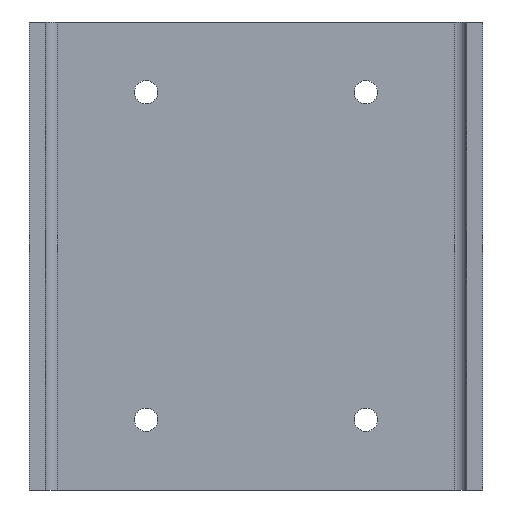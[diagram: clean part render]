
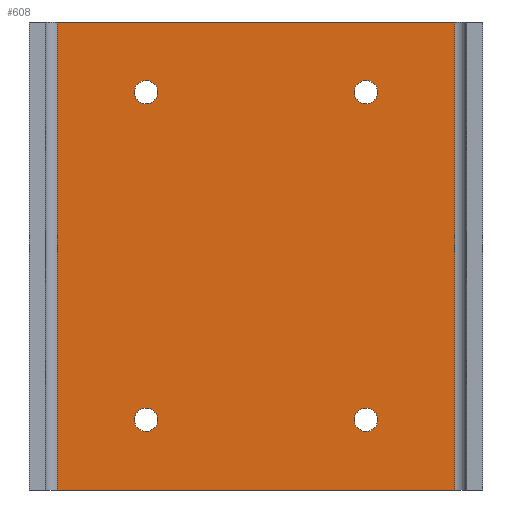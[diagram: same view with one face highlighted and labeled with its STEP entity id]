
A CAD part, front view. The second image highlights one B-rep face of the part: STEP entity #608.
In plain terms, the highlighted planar face has unit normal (0, -1, 0).
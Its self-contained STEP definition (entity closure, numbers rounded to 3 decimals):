
#17 = CIRCLE ( 'NONE', #2207, 2.5 ) ;
#19 = VERTEX_POINT ( 'NONE', #1503 ) ;
#60 = VERTEX_POINT ( 'NONE', #903 ) ;
#82 = EDGE_CURVE ( 'NONE', #1782, #224, #1683, .T. ) ;
#88 = EDGE_LOOP ( 'NONE', ( #3077, #1358 ) ) ;
#90 = CARTESIAN_POINT ( 'NONE',  ( -42.5, -3.5, -50. ) ) ;
#171 = DIRECTION ( 'NONE',  ( 0., 0., 1. ) ) ;
#200 = DIRECTION ( 'NONE',  ( 0., 0., 1. ) ) ;
#224 = VERTEX_POINT ( 'NONE', #1323 ) ;
#255 = VECTOR ( 'NONE', #2351, 1000. ) ;
#289 = AXIS2_PLACEMENT_3D ( 'NONE', #3476, #1654, #3769 ) ;
#301 = ORIENTED_EDGE ( 'NONE', *, *, #3803, .T. ) ;
#352 = ORIENTED_EDGE ( 'NONE', *, *, #2784, .F. ) ;
#381 = CIRCLE ( 'NONE', #435, 2.5 ) ;
#435 = AXIS2_PLACEMENT_3D ( 'NONE', #3860, #2041, #200 ) ;
#436 = DIRECTION ( 'NONE',  ( 0., 1., 0. ) ) ;
#464 = ORIENTED_EDGE ( 'NONE', *, *, #3571, .T. ) ;
#469 = CIRCLE ( 'NONE', #909, 2.5 ) ;
#508 = FACE_BOUND ( 'NONE', #711, .T. ) ;
#570 = AXIS2_PLACEMENT_3D ( 'NONE', #1399, #3538, #1714 ) ;
#585 = ORIENTED_EDGE ( 'NONE', *, *, #1906, .T. ) ;
#599 = VECTOR ( 'NONE', #2980, 1000. ) ;
#608 = ADVANCED_FACE ( 'NONE', ( #508, #1303, #1517, #3657, #2845 ), #1998, .F. ) ;
#657 = CIRCLE ( 'NONE', #2182, 2.5 ) ;
#711 = EDGE_LOOP ( 'NONE', ( #464, #2409 ) ) ;
#739 = EDGE_CURVE ( 'NONE', #3512, #19, #17, .T. ) ;
#903 = CARTESIAN_POINT ( 'NONE',  ( -23.5, -3.5, -37.5 ) ) ;
#909 = AXIS2_PLACEMENT_3D ( 'NONE', #2291, #436, #2607 ) ;
#924 = EDGE_CURVE ( 'NONE', #3692, #1536, #2100, .T. ) ;
#938 = VECTOR ( 'NONE', #3154, 1000. ) ;
#948 = CARTESIAN_POINT ( 'NONE',  ( -23.5, -3.5, 35. ) ) ;
#987 = AXIS2_PLACEMENT_3D ( 'NONE', #1036, #3187, #1351 ) ;
#994 = EDGE_CURVE ( 'NONE', #19, #3512, #3323, .T. ) ;
#1009 = CARTESIAN_POINT ( 'NONE',  ( -42.5, -3.5, -50. ) ) ;
#1036 = CARTESIAN_POINT ( 'NONE',  ( 23.5, -3.5, -35. ) ) ;
#1248 = VERTEX_POINT ( 'NONE', #3495 ) ;
#1255 = EDGE_CURVE ( 'NONE', #1439, #1248, #2516, .T. ) ;
#1265 = DIRECTION ( 'NONE',  ( 0., 0., 1. ) ) ;
#1268 = CIRCLE ( 'NONE', #289, 2.5 ) ;
#1303 = FACE_BOUND ( 'NONE', #2672, .T. ) ;
#1323 = CARTESIAN_POINT ( 'NONE',  ( 42.5, -3.5, -50. ) ) ;
#1351 = DIRECTION ( 'NONE',  ( 0., 0., 1. ) ) ;
#1358 = ORIENTED_EDGE ( 'NONE', *, *, #994, .T. ) ;
#1387 = DIRECTION ( 'NONE',  ( 0., 1., 0. ) ) ;
#1399 = CARTESIAN_POINT ( 'NONE',  ( 23.5, -3.5, 35. ) ) ;
#1420 = CARTESIAN_POINT ( 'NONE',  ( 23.5, -3.5, -32.5 ) ) ;
#1439 = VERTEX_POINT ( 'NONE', #1977 ) ;
#1448 = CARTESIAN_POINT ( 'NONE',  ( -42.5, -3.5, 50. ) ) ;
#1503 = CARTESIAN_POINT ( 'NONE',  ( -23.5, -3.5, 32.5 ) ) ;
#1517 = FACE_BOUND ( 'NONE', #88, .T. ) ;
#1521 = EDGE_CURVE ( 'NONE', #60, #1525, #381, .T. ) ;
#1525 = VERTEX_POINT ( 'NONE', #2953 ) ;
#1536 = VERTEX_POINT ( 'NONE', #1420 ) ;
#1619 = CARTESIAN_POINT ( 'NONE',  ( -23.5, -3.5, 37.5 ) ) ;
#1654 = DIRECTION ( 'NONE',  ( 0., 1., 0. ) ) ;
#1683 = LINE ( 'NONE', #1009, #938 ) ;
#1714 = DIRECTION ( 'NONE',  ( 0., 0., 1. ) ) ;
#1715 = VECTOR ( 'NONE', #3511, 1000. ) ;
#1781 = CARTESIAN_POINT ( 'NONE',  ( 23.5, -3.5, 35. ) ) ;
#1782 = VERTEX_POINT ( 'NONE', #90 ) ;
#1817 = AXIS2_PLACEMENT_3D ( 'NONE', #3825, #2018, #171 ) ;
#1906 = EDGE_CURVE ( 'NONE', #2763, #3110, #2630, .T. ) ;
#1977 = CARTESIAN_POINT ( 'NONE',  ( -42.5, -3.5, 50. ) ) ;
#1998 = PLANE ( 'NONE',  #1817 ) ;
#2016 = CARTESIAN_POINT ( 'NONE',  ( 23.5, -3.5, 37.5 ) ) ;
#2018 = DIRECTION ( 'NONE',  ( 0., 1., 0. ) ) ;
#2041 = DIRECTION ( 'NONE',  ( 0., 1., 0. ) ) ;
#2044 = ORIENTED_EDGE ( 'NONE', *, *, #1255, .F. ) ;
#2075 = EDGE_CURVE ( 'NONE', #3110, #2763, #657, .T. ) ;
#2088 = DIRECTION ( 'NONE',  ( 0., 0., 1. ) ) ;
#2100 = CIRCLE ( 'NONE', #987, 2.5 ) ;
#2162 = ORIENTED_EDGE ( 'NONE', *, *, #2075, .T. ) ;
#2182 = AXIS2_PLACEMENT_3D ( 'NONE', #1781, #3911, #2088 ) ;
#2207 = AXIS2_PLACEMENT_3D ( 'NONE', #948, #3099, #1265 ) ;
#2243 = AXIS2_PLACEMENT_3D ( 'NONE', #3217, #1387, #3519 ) ;
#2291 = CARTESIAN_POINT ( 'NONE',  ( -23.5, -3.5, -35. ) ) ;
#2351 = DIRECTION ( 'NONE',  ( 0., 0., -1. ) ) ;
#2409 = ORIENTED_EDGE ( 'NONE', *, *, #924, .T. ) ;
#2510 = LINE ( 'NONE', #3555, #255 ) ;
#2516 = LINE ( 'NONE', #2611, #1715 ) ;
#2607 = DIRECTION ( 'NONE',  ( 0., 0., 1. ) ) ;
#2611 = CARTESIAN_POINT ( 'NONE',  ( -42.5, -3.5, 50. ) ) ;
#2630 = CIRCLE ( 'NONE', #570, 2.5 ) ;
#2672 = EDGE_LOOP ( 'NONE', ( #2162, #585 ) ) ;
#2763 = VERTEX_POINT ( 'NONE', #3242 ) ;
#2784 = EDGE_CURVE ( 'NONE', #1248, #224, #2510, .T. ) ;
#2845 = FACE_OUTER_BOUND ( 'NONE', #3129, .T. ) ;
#2953 = CARTESIAN_POINT ( 'NONE',  ( -23.5, -3.5, -32.5 ) ) ;
#2980 = DIRECTION ( 'NONE',  ( 0., 0., -1. ) ) ;
#3077 = ORIENTED_EDGE ( 'NONE', *, *, #739, .T. ) ;
#3099 = DIRECTION ( 'NONE',  ( 0., 1., 0. ) ) ;
#3110 = VERTEX_POINT ( 'NONE', #2016 ) ;
#3127 = ORIENTED_EDGE ( 'NONE', *, *, #1521, .T. ) ;
#3129 = EDGE_LOOP ( 'NONE', ( #3388, #352, #2044, #301 ) ) ;
#3154 = DIRECTION ( 'NONE',  ( 1., 0., 0. ) ) ;
#3187 = DIRECTION ( 'NONE',  ( 0., 1., 0. ) ) ;
#3217 = CARTESIAN_POINT ( 'NONE',  ( -23.5, -3.5, 35. ) ) ;
#3242 = CARTESIAN_POINT ( 'NONE',  ( 23.5, -3.5, 32.5 ) ) ;
#3323 = CIRCLE ( 'NONE', #2243, 2.5 ) ;
#3388 = ORIENTED_EDGE ( 'NONE', *, *, #82, .T. ) ;
#3405 = EDGE_LOOP ( 'NONE', ( #3921, #3127 ) ) ;
#3476 = CARTESIAN_POINT ( 'NONE',  ( 23.5, -3.5, -35. ) ) ;
#3495 = CARTESIAN_POINT ( 'NONE',  ( 42.5, -3.5, 50. ) ) ;
#3511 = DIRECTION ( 'NONE',  ( 1., 0., 0. ) ) ;
#3512 = VERTEX_POINT ( 'NONE', #1619 ) ;
#3519 = DIRECTION ( 'NONE',  ( 0., 0., 1. ) ) ;
#3538 = DIRECTION ( 'NONE',  ( 0., 1., 0. ) ) ;
#3541 = CARTESIAN_POINT ( 'NONE',  ( 23.5, -3.5, -37.5 ) ) ;
#3555 = CARTESIAN_POINT ( 'NONE',  ( 42.5, -3.5, 50. ) ) ;
#3571 = EDGE_CURVE ( 'NONE', #1536, #3692, #1268, .T. ) ;
#3621 = EDGE_CURVE ( 'NONE', #1525, #60, #469, .T. ) ;
#3657 = FACE_BOUND ( 'NONE', #3405, .T. ) ;
#3692 = VERTEX_POINT ( 'NONE', #3541 ) ;
#3749 = LINE ( 'NONE', #1448, #599 ) ;
#3769 = DIRECTION ( 'NONE',  ( 0., 0., 1. ) ) ;
#3803 = EDGE_CURVE ( 'NONE', #1439, #1782, #3749, .T. ) ;
#3825 = CARTESIAN_POINT ( 'NONE',  ( -42.5, -3.5, 50. ) ) ;
#3860 = CARTESIAN_POINT ( 'NONE',  ( -23.5, -3.5, -35. ) ) ;
#3911 = DIRECTION ( 'NONE',  ( 0., 1., 0. ) ) ;
#3921 = ORIENTED_EDGE ( 'NONE', *, *, #3621, .T. ) ;
